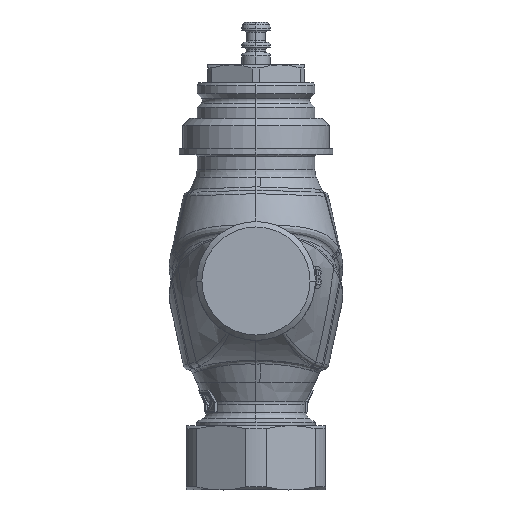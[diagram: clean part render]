
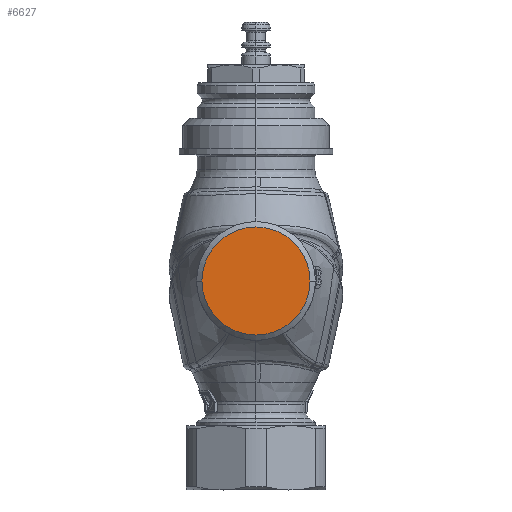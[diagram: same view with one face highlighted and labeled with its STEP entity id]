
A CAD part, left-side view. The second image highlights one B-rep face of the part: STEP entity #6627.
In plain terms, the highlighted planar face has unit normal (-1, 0, 0).
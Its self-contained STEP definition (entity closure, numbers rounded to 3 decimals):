
#6540=CARTESIAN_POINT('Axis2P3D Location',(-50.,0.,0.)) ;
#6546=CARTESIAN_POINT('Control Point',(-50.,0.,15.125)) ;
#6547=CARTESIAN_POINT('Control Point',(-50.,1.345,15.125)) ;
#6548=CARTESIAN_POINT('Control Point',(-50.,2.69,14.975)) ;
#6549=CARTESIAN_POINT('Control Point',(-50.,4.013,14.676)) ;
#6550=CARTESIAN_POINT('Control Point',(-50.,6.741,13.73)) ;
#6551=CARTESIAN_POINT('Control Point',(-50.,9.176,12.169)) ;
#6552=CARTESIAN_POINT('Control Point',(-50.,10.357,11.181)) ;
#6553=CARTESIAN_POINT('Control Point',(-50.,12.446,8.928)) ;
#6554=CARTESIAN_POINT('Control Point',(-50.,13.911,6.227)) ;
#6555=CARTESIAN_POINT('Control Point',(-50.,14.468,4.791)) ;
#6556=CARTESIAN_POINT('Control Point',(-50.,14.926,2.95)) ;
#6557=CARTESIAN_POINT('Control Point',(-50.,15.093,1.074)) ;
#6558=CARTESIAN_POINT('Control Point',(-50.,15.114,0.716)) ;
#6559=CARTESIAN_POINT('Control Point',(-50.,15.125,0.358)) ;
#6560=CARTESIAN_POINT('Control Point',(-50.,15.125,0.)) ;
#6561=CARTESIAN_POINT('Vertex',(-50.,0.,15.125)) ;
#6563=CARTESIAN_POINT('Vertex',(-50.,15.125,0.)) ;
#6567=CARTESIAN_POINT('Control Point',(-50.,15.125,0.)) ;
#6568=CARTESIAN_POINT('Control Point',(-50.,15.125,-1.524)) ;
#6569=CARTESIAN_POINT('Control Point',(-50.,14.933,-3.048)) ;
#6570=CARTESIAN_POINT('Control Point',(-50.,14.549,-4.54)) ;
#6571=CARTESIAN_POINT('Control Point',(-50.,13.413,-7.395)) ;
#6572=CARTESIAN_POINT('Control Point',(-50.,11.605,-9.879)) ;
#6573=CARTESIAN_POINT('Control Point',(-50.,10.549,-11.001)) ;
#6574=CARTESIAN_POINT('Control Point',(-50.,8.176,-12.952)) ;
#6575=CARTESIAN_POINT('Control Point',(-50.,5.393,-14.255)) ;
#6576=CARTESIAN_POINT('Control Point',(-50.,3.926,-14.727)) ;
#6577=CARTESIAN_POINT('Control Point',(-50.,2.239,-15.041)) ;
#6578=CARTESIAN_POINT('Control Point',(-50.,0.537,-15.117)) ;
#6579=CARTESIAN_POINT('Control Point',(-50.,0.358,-15.122)) ;
#6580=CARTESIAN_POINT('Control Point',(-50.,0.179,-15.125)) ;
#6581=CARTESIAN_POINT('Control Point',(-50.,0.,-15.125)) ;
#6582=CARTESIAN_POINT('Vertex',(-50.,0.,-15.125)) ;
#6586=CARTESIAN_POINT('Control Point',(-50.,0.,-15.125)) ;
#6587=CARTESIAN_POINT('Control Point',(-50.,-1.345,-15.125)) ;
#6588=CARTESIAN_POINT('Control Point',(-50.,-2.69,-14.975)) ;
#6589=CARTESIAN_POINT('Control Point',(-50.,-4.013,-14.676)) ;
#6590=CARTESIAN_POINT('Control Point',(-50.,-6.741,-13.73)) ;
#6591=CARTESIAN_POINT('Control Point',(-50.,-9.176,-12.169)) ;
#6592=CARTESIAN_POINT('Control Point',(-50.,-10.357,-11.181)) ;
#6593=CARTESIAN_POINT('Control Point',(-50.,-12.446,-8.928)) ;
#6594=CARTESIAN_POINT('Control Point',(-50.,-13.911,-6.227)) ;
#6595=CARTESIAN_POINT('Control Point',(-50.,-14.468,-4.791)) ;
#6596=CARTESIAN_POINT('Control Point',(-50.,-14.926,-2.95)) ;
#6597=CARTESIAN_POINT('Control Point',(-50.,-15.093,-1.074)) ;
#6598=CARTESIAN_POINT('Control Point',(-50.,-15.114,-0.716)) ;
#6599=CARTESIAN_POINT('Control Point',(-50.,-15.125,-0.358)) ;
#6600=CARTESIAN_POINT('Control Point',(-50.,-15.125,0.)) ;
#6601=CARTESIAN_POINT('Vertex',(-50.,-15.125,0.)) ;
#6605=CARTESIAN_POINT('Control Point',(-50.,-15.125,0.)) ;
#6606=CARTESIAN_POINT('Control Point',(-50.,-15.125,1.524)) ;
#6607=CARTESIAN_POINT('Control Point',(-50.,-14.933,3.048)) ;
#6608=CARTESIAN_POINT('Control Point',(-50.,-14.549,4.54)) ;
#6609=CARTESIAN_POINT('Control Point',(-50.,-13.413,7.395)) ;
#6610=CARTESIAN_POINT('Control Point',(-50.,-11.605,9.879)) ;
#6611=CARTESIAN_POINT('Control Point',(-50.,-10.549,11.001)) ;
#6612=CARTESIAN_POINT('Control Point',(-50.,-8.176,12.952)) ;
#6613=CARTESIAN_POINT('Control Point',(-50.,-5.393,14.255)) ;
#6614=CARTESIAN_POINT('Control Point',(-50.,-3.926,14.727)) ;
#6615=CARTESIAN_POINT('Control Point',(-50.,-2.239,15.041)) ;
#6616=CARTESIAN_POINT('Control Point',(-50.,-0.537,15.117)) ;
#6617=CARTESIAN_POINT('Control Point',(-50.,-0.358,15.122)) ;
#6618=CARTESIAN_POINT('Control Point',(-50.,-0.179,15.125)) ;
#6619=CARTESIAN_POINT('Control Point',(-50.,0.,15.125)) ;
#6541=DIRECTION('Axis2P3D Direction',(1.,0.,0.)) ;
#6542=DIRECTION('Axis2P3D XDirection',(0.,1.,0.)) ;
#6543=AXIS2_PLACEMENT_3D('Plane Axis2P3D',#6540,#6541,#6542) ;
#6544=PLANE('',#6543) ;
#6565=EDGE_CURVE('',#6562,#6564,#6545,.T.) ;
#6584=EDGE_CURVE('',#6564,#6583,#6566,.T.) ;
#6603=EDGE_CURVE('',#6583,#6602,#6585,.T.) ;
#6620=EDGE_CURVE('',#6602,#6562,#6604,.T.) ;
#6622=ORIENTED_EDGE('',*,*,#6565,.T.) ;
#6623=ORIENTED_EDGE('',*,*,#6584,.T.) ;
#6624=ORIENTED_EDGE('',*,*,#6603,.T.) ;
#6625=ORIENTED_EDGE('',*,*,#6620,.T.) ;
#6621=EDGE_LOOP('',(#6622,#6623,#6624,#6625)) ;
#6562=VERTEX_POINT('',#6561) ;
#6564=VERTEX_POINT('',#6563) ;
#6583=VERTEX_POINT('',#6582) ;
#6602=VERTEX_POINT('',#6601) ;
#6627=ADVANCED_FACE('PartBody',(#6626),#6544,.F.) ;
#6545=B_SPLINE_CURVE_WITH_KNOTS('',5,(#6546,#6547,#6548,#6549,#6550,#6551,#6552,#6553,#6554,#6555,#6556,#6557,#6558,#6559,#6560),.UNSPECIFIED.,.F.,.U.,(6,3,3,3,6),(33.599,43.111,53.888,64.666,67.197),.UNSPECIFIED.) ;
#6566=B_SPLINE_CURVE_WITH_KNOTS('',5,(#6567,#6568,#6569,#6570,#6571,#6572,#6573,#6574,#6575,#6576,#6577,#6578,#6579,#6580,#6581),.UNSPECIFIED.,.F.,.U.,(6,3,3,3,6),(0.,10.778,21.555,32.333,33.599),.UNSPECIFIED.) ;
#6585=B_SPLINE_CURVE_WITH_KNOTS('',5,(#6586,#6587,#6588,#6589,#6590,#6591,#6592,#6593,#6594,#6595,#6596,#6597,#6598,#6599,#6600),.UNSPECIFIED.,.F.,.U.,(6,3,3,3,6),(33.599,43.111,53.888,64.666,67.197),.UNSPECIFIED.) ;
#6604=B_SPLINE_CURVE_WITH_KNOTS('',5,(#6605,#6606,#6607,#6608,#6609,#6610,#6611,#6612,#6613,#6614,#6615,#6616,#6617,#6618,#6619),.UNSPECIFIED.,.F.,.U.,(6,3,3,3,6),(0.,10.778,21.555,32.333,33.599),.UNSPECIFIED.) ;
#6626=FACE_OUTER_BOUND('',#6621,.T.) ;
